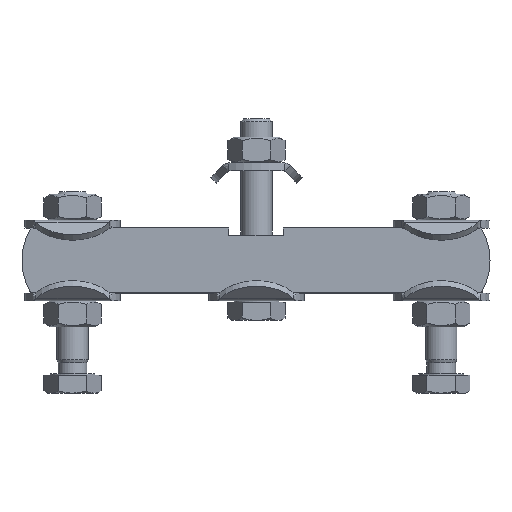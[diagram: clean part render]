
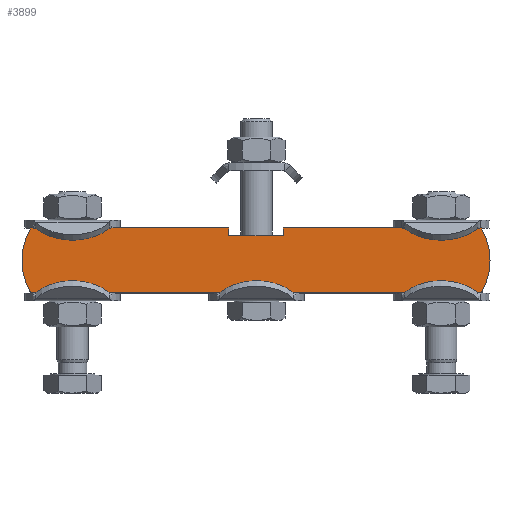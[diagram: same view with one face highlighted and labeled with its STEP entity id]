
A CAD part, top view. The second image highlights one B-rep face of the part: STEP entity #3899.
In plain terms, the highlighted planar face has unit normal (0, 0, 1).
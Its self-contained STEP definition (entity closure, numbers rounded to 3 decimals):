
#361=CIRCLE('',#4204,25.);
#362=CIRCLE('',#4205,25.);
#517=FACE_OUTER_BOUND('',#779,.T.);
#779=EDGE_LOOP('',(#2660,#2661,#2662,#2663,#2664,#2665,#2666,#2667));
#1077=LINE('',#5690,#1373);
#1079=LINE('',#5696,#1375);
#1082=LINE('',#5701,#1378);
#1086=LINE('',#5708,#1382);
#1087=LINE('',#5711,#1383);
#1090=LINE('',#5719,#1386);
#1373=VECTOR('',#4622,10.);
#1375=VECTOR('',#4626,10.);
#1378=VECTOR('',#4631,10.);
#1382=VECTOR('',#4637,10.);
#1383=VECTOR('',#4640,10.);
#1386=VECTOR('',#4647,10.);
#1663=VERTEX_POINT('',#5684);
#1665=VERTEX_POINT('',#5688);
#1666=VERTEX_POINT('',#5692);
#1668=VERTEX_POINT('',#5695);
#1671=VERTEX_POINT('',#5706);
#1672=VERTEX_POINT('',#5710);
#1674=VERTEX_POINT('',#5716);
#1675=VERTEX_POINT('',#5718);
#2034=EDGE_CURVE('',#1663,#1665,#1077,.T.);
#2036=EDGE_CURVE('',#1668,#1666,#1079,.T.);
#2039=EDGE_CURVE('',#1665,#1668,#1082,.T.);
#2043=EDGE_CURVE('',#1666,#1671,#1086,.T.);
#2044=EDGE_CURVE('',#1672,#1663,#1087,.T.);
#2047=EDGE_CURVE('',#1671,#1674,#361,.T.);
#2048=EDGE_CURVE('',#1674,#1675,#1090,.T.);
#2049=EDGE_CURVE('',#1675,#1672,#362,.T.);
#2660=ORIENTED_EDGE('',*,*,#2034,.T.);
#2661=ORIENTED_EDGE('',*,*,#2039,.T.);
#2662=ORIENTED_EDGE('',*,*,#2036,.T.);
#2663=ORIENTED_EDGE('',*,*,#2043,.T.);
#2664=ORIENTED_EDGE('',*,*,#2047,.T.);
#2665=ORIENTED_EDGE('',*,*,#2048,.T.);
#2666=ORIENTED_EDGE('',*,*,#2049,.T.);
#2667=ORIENTED_EDGE('',*,*,#2044,.T.);
#3775=PLANE('',#4203);
#3899=ADVANCED_FACE('',(#517),#3775,.T.);
#4203=AXIS2_PLACEMENT_3D('',#5715,#4643,#4644);
#4204=AXIS2_PLACEMENT_3D('',#5717,#4645,#4646);
#4205=AXIS2_PLACEMENT_3D('',#5720,#4648,#4649);
#4622=DIRECTION('',(0.,-1.,0.));
#4626=DIRECTION('',(0.,1.,0.));
#4631=DIRECTION('',(-1.,0.,0.));
#4637=DIRECTION('',(-1.,0.,0.));
#4640=DIRECTION('',(-1.,0.,0.));
#4643=DIRECTION('center_axis',(0.,0.,1.));
#4644=DIRECTION('ref_axis',(1.,0.,0.));
#4645=DIRECTION('center_axis',(0.,0.,1.));
#4646=DIRECTION('ref_axis',(-0.866,0.5,0.));
#4647=DIRECTION('',(1.,0.,0.));
#4648=DIRECTION('center_axis',(0.,0.,1.));
#4649=DIRECTION('ref_axis',(0.866,-0.5,0.));
#5684=CARTESIAN_POINT('',(42.065,19.068,20.));
#5688=CARTESIAN_POINT('',(42.065,16.068,20.));
#5690=CARTESIAN_POINT('',(42.065,14.59,20.));
#5692=CARTESIAN_POINT('',(21.065,19.068,20.));
#5695=CARTESIAN_POINT('',(21.065,16.068,20.));
#5696=CARTESIAN_POINT('',(21.065,11.318,20.));
#5701=CARTESIAN_POINT('',(35.036,16.068,20.));
#5706=CARTESIAN_POINT('',(-55.085,19.068,20.));
#5708=CARTESIAN_POINT('',(121.565,19.068,20.));
#5710=CARTESIAN_POINT('',(118.216,19.068,20.));
#5711=CARTESIAN_POINT('',(121.565,19.068,20.));
#5715=CARTESIAN_POINT('Origin',(28.007,6.568,20.));
#5716=CARTESIAN_POINT('',(-55.085,-5.932,20.));
#5717=CARTESIAN_POINT('Origin',(-33.435,6.568,20.));
#5718=CARTESIAN_POINT('',(118.216,-5.932,20.));
#5719=CARTESIAN_POINT('',(-58.435,-5.932,20.));
#5720=CARTESIAN_POINT('Origin',(96.565,6.568,20.));
